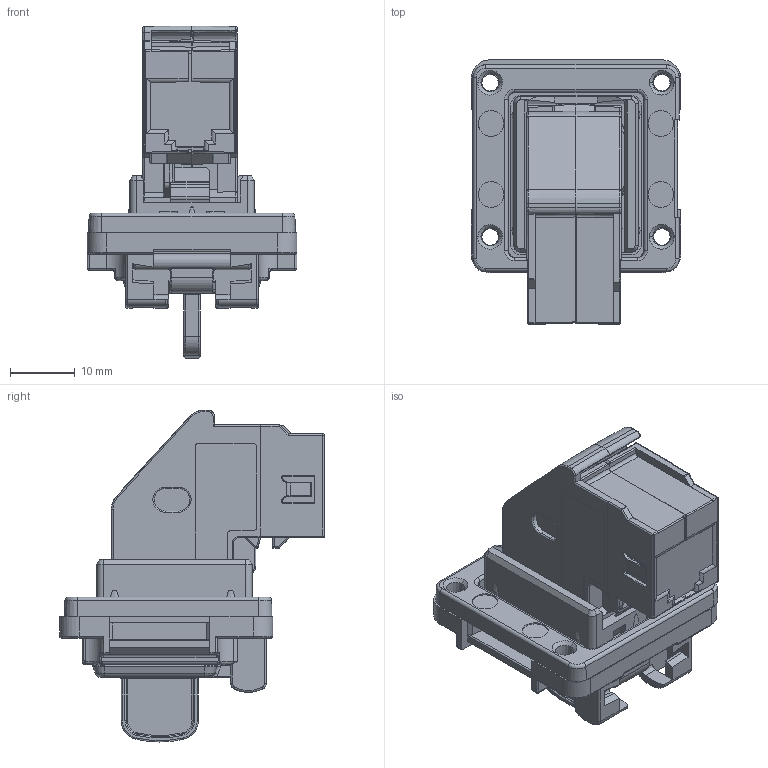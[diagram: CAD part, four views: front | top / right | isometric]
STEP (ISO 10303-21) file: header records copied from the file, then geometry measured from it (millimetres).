
FILE_DESCRIPTION(('CATIA V5 STEP Exchange','CAx-IF Rec.Pracs.--- Model Styling and Organization---1.4--- 2014-01-23'),'2;1');
FILE_NAME ('032664-3_0_8829450000_8829450000.stp','2022-06-09T08:18:29+00:00',('none'),('Weidmueller'),'CATIA Version 5-6 Release 2016 SP3 HF44','CATIA V5 STEP AP214','none');
FILE_SCHEMA(('AUTOMOTIVE_DESIGN { 1 0 10303 214 1 1 1 1 }'));
Products named in the file (1): 8829450000
Bounding box: 32.5 x 41 x 51.45 mm (x, y, z)
Volume: 18445.2 mm3; surface area: 12035.1 mm2
Topology: 2 solids, 2 shells, 1304 faces, 3418 edges, 2119 vertices
Faces by surface type: plane 590, cylinder 403, torus 126, cone 89, bspline 69, sphere 27
Entity records: 45711 total; most frequent: CARTESIAN_POINT 15740, ORIENTED_EDGE 6834, DIRECTION 5115, EDGE_CURVE 3417, VERTEX_POINT 2119, VECTOR 2034, LINE 2034, AXIS2_PLACEMENT_3D 1904
